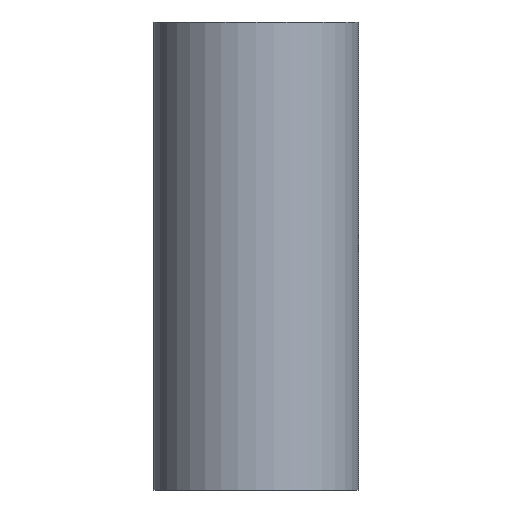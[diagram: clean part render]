
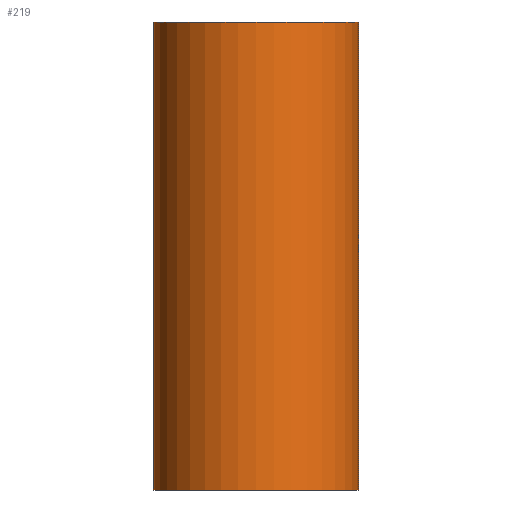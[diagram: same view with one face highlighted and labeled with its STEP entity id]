
A CAD part, front view. The second image highlights one B-rep face of the part: STEP entity #219.
In plain terms, the highlighted cylindrical face has radius 57.5 mm (diameter 115 mm), a partial arc.
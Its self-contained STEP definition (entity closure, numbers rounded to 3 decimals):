
#12 = VECTOR ( 'NONE', #240, 1000. ) ;
#14 = ORIENTED_EDGE ( 'NONE', *, *, #217, .F. ) ;
#15 = FACE_OUTER_BOUND ( 'NONE', #277, .T. ) ;
#21 = CARTESIAN_POINT ( 'NONE',  ( -57.5, 0., 91.25 ) ) ;
#27 = DIRECTION ( 'NONE',  ( 0., 0., 1. ) ) ;
#28 = DIRECTION ( 'NONE',  ( -1., 0., 0. ) ) ;
#31 = CIRCLE ( 'NONE', #73, 57.5 ) ;
#40 = VECTOR ( 'NONE', #183, 1000. ) ;
#46 = LINE ( 'NONE', #341, #40 ) ;
#55 = AXIS2_PLACEMENT_3D ( 'NONE', #78, #188, #28 ) ;
#68 = ORIENTED_EDGE ( 'NONE', *, *, #279, .T. ) ;
#73 = AXIS2_PLACEMENT_3D ( 'NONE', #245, #27, #289 ) ;
#78 = CARTESIAN_POINT ( 'NONE',  ( 0., 0., 253.885 ) ) ;
#95 = CIRCLE ( 'NONE', #310, 57.5 ) ;
#115 = VERTEX_POINT ( 'NONE', #312 ) ;
#125 = CARTESIAN_POINT ( 'NONE',  ( 57.5, 0., 91.25 ) ) ;
#152 = CARTESIAN_POINT ( 'NONE',  ( 0., 0., -171.25 ) ) ;
#153 = CARTESIAN_POINT ( 'NONE',  ( -57.5, 0., 253.885 ) ) ;
#159 = EDGE_CURVE ( 'NONE', #199, #115, #46, .T. ) ;
#167 = VERTEX_POINT ( 'NONE', #21 ) ;
#183 = DIRECTION ( 'NONE',  ( 0., 0., -1. ) ) ;
#188 = DIRECTION ( 'NONE',  ( 0., 0., -1. ) ) ;
#199 = VERTEX_POINT ( 'NONE', #125 ) ;
#215 = LINE ( 'NONE', #153, #12 ) ;
#217 = EDGE_CURVE ( 'NONE', #115, #330, #95, .T. ) ;
#219 = ADVANCED_FACE ( 'NONE', ( #15 ), #258, .T. ) ;
#240 = DIRECTION ( 'NONE',  ( 0., 0., -1. ) ) ;
#245 = CARTESIAN_POINT ( 'NONE',  ( 0., 0., 91.25 ) ) ;
#258 = CYLINDRICAL_SURFACE ( 'NONE', #55, 57.5 ) ;
#259 = EDGE_CURVE ( 'NONE', #167, #199, #31, .T. ) ;
#265 = DIRECTION ( 'NONE',  ( 0., 0., -1. ) ) ;
#271 = ORIENTED_EDGE ( 'NONE', *, *, #259, .F. ) ;
#273 = ORIENTED_EDGE ( 'NONE', *, *, #159, .F. ) ;
#277 = EDGE_LOOP ( 'NONE', ( #273, #271, #68, #14 ) ) ;
#279 = EDGE_CURVE ( 'NONE', #167, #330, #215, .T. ) ;
#289 = DIRECTION ( 'NONE',  ( 1., 0., 0. ) ) ;
#310 = AXIS2_PLACEMENT_3D ( 'NONE', #152, #265, #344 ) ;
#312 = CARTESIAN_POINT ( 'NONE',  ( 57.5, 0., -171.25 ) ) ;
#321 = CARTESIAN_POINT ( 'NONE',  ( -57.5, 0., -171.25 ) ) ;
#330 = VERTEX_POINT ( 'NONE', #321 ) ;
#341 = CARTESIAN_POINT ( 'NONE',  ( 57.5, 0., 253.885 ) ) ;
#344 = DIRECTION ( 'NONE',  ( 1., 0., 0. ) ) ;
